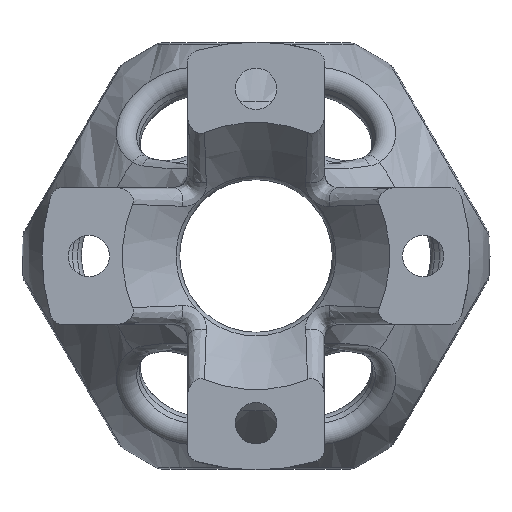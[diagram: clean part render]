
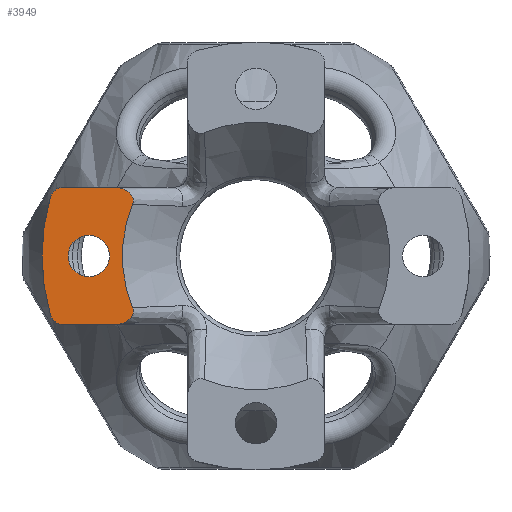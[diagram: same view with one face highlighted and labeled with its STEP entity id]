
A CAD part, front view. The second image highlights one B-rep face of the part: STEP entity #3949.
In plain terms, the highlighted planar face has unit normal (0, -1, 0).
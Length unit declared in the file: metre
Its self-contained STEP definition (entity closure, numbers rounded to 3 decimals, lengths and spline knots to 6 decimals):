
#15=FACE_BOUND('',#713,.T.);
#47=PLANE('',#4258);
#106=LINE('',#8879,#184);
#108=LINE('',#8905,#186);
#184=VECTOR('',#4826,0.01);
#186=VECTOR('',#4832,0.01);
#463=FACE_OUTER_BOUND('',#712,.T.);
#712=EDGE_LOOP('',(#2803,#2804,#2805,#2806,#2807,#2808,#2809,#2810));
#713=EDGE_LOOP('',(#2811));
#1008=CIRCLE('',#4259,0.02);
#1009=CIRCLE('',#4260,0.002);
#1010=CIRCLE('',#4261,0.032);
#1011=CIRCLE('',#4262,0.002);
#1012=CIRCLE('',#4263,0.0031);
#1343=B_SPLINE_CURVE_WITH_KNOTS('',3,(#8678,#8679,#8680,#8681,#8682,#8683,
#8684,#8685,#8686,#8687,#8688,#8689,#8690,#8691),.UNSPECIFIED.,.F.,.F.,
(4,2,2,2,2,2,4),(0.,0.058396,0.114393,0.178355,
0.263712,0.349651,0.439111),.UNSPECIFIED.);
#1353=B_SPLINE_CURVE_WITH_KNOTS('',3,(#8892,#8893,#8894,#8895,#8896,#8897,
#8898,#8899,#8900,#8901,#8902,#8903),.UNSPECIFIED.,.F.,.F.,(4,2,2,2,2,4),
(0.,0.151749,0.271488,0.36047,0.43247,
0.504744),.UNSPECIFIED.);
#1608=VERTEX_POINT('',#8676);
#1609=VERTEX_POINT('',#8677);
#1618=VERTEX_POINT('',#8878);
#1620=VERTEX_POINT('',#8889);
#1621=VERTEX_POINT('',#8891);
#1622=VERTEX_POINT('',#8904);
#1623=VERTEX_POINT('',#8906);
#1624=VERTEX_POINT('',#8908);
#1625=VERTEX_POINT('',#8911);
#2043=EDGE_CURVE('',#1608,#1609,#1343,.T.);
#2058=EDGE_CURVE('',#1618,#1609,#106,.T.);
#2061=EDGE_CURVE('',#1620,#1608,#1008,.T.);
#2062=EDGE_CURVE('',#1621,#1620,#1353,.T.);
#2063=EDGE_CURVE('',#1621,#1622,#108,.T.);
#2064=EDGE_CURVE('',#1623,#1622,#1009,.T.);
#2065=EDGE_CURVE('',#1623,#1624,#1010,.T.);
#2066=EDGE_CURVE('',#1618,#1624,#1011,.T.);
#2067=EDGE_CURVE('',#1625,#1625,#1012,.T.);
#2803=ORIENTED_EDGE('',*,*,#2043,.F.);
#2804=ORIENTED_EDGE('',*,*,#2061,.F.);
#2805=ORIENTED_EDGE('',*,*,#2062,.F.);
#2806=ORIENTED_EDGE('',*,*,#2063,.T.);
#2807=ORIENTED_EDGE('',*,*,#2064,.F.);
#2808=ORIENTED_EDGE('',*,*,#2065,.T.);
#2809=ORIENTED_EDGE('',*,*,#2066,.F.);
#2810=ORIENTED_EDGE('',*,*,#2058,.T.);
#2811=ORIENTED_EDGE('',*,*,#2067,.T.);
#3949=ADVANCED_FACE('',(#463,#15),#47,.T.);
#4258=AXIS2_PLACEMENT_3D('',#8888,#4828,#4829);
#4259=AXIS2_PLACEMENT_3D('',#8890,#4830,#4831);
#4260=AXIS2_PLACEMENT_3D('',#8907,#4833,#4834);
#4261=AXIS2_PLACEMENT_3D('',#8909,#4835,#4836);
#4262=AXIS2_PLACEMENT_3D('',#8910,#4837,#4838);
#4263=AXIS2_PLACEMENT_3D('',#8912,#4839,#4840);
#4826=DIRECTION('',(1.,0.,0.));
#4828=DIRECTION('center_axis',(0.,-1.,0.));
#4829=DIRECTION('ref_axis',(0.,0.,-1.));
#4830=DIRECTION('center_axis',(0.,-1.,0.));
#4831=DIRECTION('ref_axis',(1.,0.,0.));
#4832=DIRECTION('',(-1.,0.,0.));
#4833=DIRECTION('center_axis',(0.,1.,0.));
#4834=DIRECTION('ref_axis',(-0.602,0.,0.798));
#4835=DIRECTION('center_axis',(0.,-1.,0.));
#4836=DIRECTION('ref_axis',(1.,0.,0.));
#4837=DIRECTION('center_axis',(0.,1.,0.));
#4838=DIRECTION('ref_axis',(-0.602,0.,-0.798));
#4839=DIRECTION('center_axis',(0.,1.,0.));
#4840=DIRECTION('ref_axis',(1.,0.,0.));
#8676=CARTESIAN_POINT('',(-0.018462,0.,-0.00769));
#8677=CARTESIAN_POINT('',(-0.021182,0.,-0.010253));
#8678=CARTESIAN_POINT('Ctrl Pts',(-0.018462,0.,
-0.00769));
#8679=CARTESIAN_POINT('Ctrl Pts',(-0.018388,0.,
-0.00787));
#8680=CARTESIAN_POINT('Ctrl Pts',(-0.018347,0.,
-0.00806));
#8681=CARTESIAN_POINT('Ctrl Pts',(-0.018348,0.,
-0.008441));
#8682=CARTESIAN_POINT('Ctrl Pts',(-0.018385,0.,
-0.008623));
#8683=CARTESIAN_POINT('Ctrl Pts',(-0.018534,0.,
-0.008994));
#8684=CARTESIAN_POINT('Ctrl Pts',(-0.018652,0.,
-0.009173));
#8685=CARTESIAN_POINT('Ctrl Pts',(-0.018988,0.,
-0.009542));
#8686=CARTESIAN_POINT('Ctrl Pts',(-0.019223,0.,
-0.009714));
#8687=CARTESIAN_POINT('Ctrl Pts',(-0.01973,0.,
-0.009984));
#8688=CARTESIAN_POINT('Ctrl Pts',(-0.020005,0.,
-0.010084));
#8689=CARTESIAN_POINT('Ctrl Pts',(-0.020579,0.,
-0.010219));
#8690=CARTESIAN_POINT('Ctrl Pts',(-0.020882,0.,
-0.010253));
#8691=CARTESIAN_POINT('Ctrl Pts',(-0.021182,0.,
-0.010253));
#8878=CARTESIAN_POINT('',(-0.028842,0.,-0.010253));
#8879=CARTESIAN_POINT('',(-0.018072,0.,-0.010253));
#8888=CARTESIAN_POINT('Origin',(0.,0.,-0.02));
#8889=CARTESIAN_POINT('',(-0.018462,0.,0.00769));
#8890=CARTESIAN_POINT('Origin',(0.,0.,0.));
#8891=CARTESIAN_POINT('',(-0.021182,0.,0.010253));
#8892=CARTESIAN_POINT('Ctrl Pts',(-0.021182,0.,
0.010253));
#8893=CARTESIAN_POINT('Ctrl Pts',(-0.020677,0.,
0.010253));
#8894=CARTESIAN_POINT('Ctrl Pts',(-0.02018,0.,
0.010157));
#8895=CARTESIAN_POINT('Ctrl Pts',(-0.019399,0.,
0.009832));
#8896=CARTESIAN_POINT('Ctrl Pts',(-0.019103,0.,
0.00964));
#8897=CARTESIAN_POINT('Ctrl Pts',(-0.018701,0.,
0.009241));
#8898=CARTESIAN_POINT('Ctrl Pts',(-0.018558,0.,
0.009043));
#8899=CARTESIAN_POINT('Ctrl Pts',(-0.018389,0.,
0.008642));
#8900=CARTESIAN_POINT('Ctrl Pts',(-0.018348,0.,
0.008452));
#8901=CARTESIAN_POINT('Ctrl Pts',(-0.018347,0.,
0.008062));
#8902=CARTESIAN_POINT('Ctrl Pts',(-0.018387,0.,
0.007871));
#8903=CARTESIAN_POINT('Ctrl Pts',(-0.018462,0.,
0.00769));
#8904=CARTESIAN_POINT('',(-0.028842,0.,0.010253));
#8905=CARTESIAN_POINT('',(-0.006127,0.,0.010253));
#8906=CARTESIAN_POINT('',(-0.030765,0.,0.008803));
#8907=CARTESIAN_POINT('Origin',(-0.028842,0.,
0.008253));
#8908=CARTESIAN_POINT('',(-0.030765,0.,-0.008803));
#8909=CARTESIAN_POINT('Origin',(0.,0.,0.));
#8910=CARTESIAN_POINT('Origin',(-0.028842,0.,
-0.008253));
#8911=CARTESIAN_POINT('',(-0.0281,0.,0.));
#8912=CARTESIAN_POINT('Origin',(-0.025,0.,0.));
